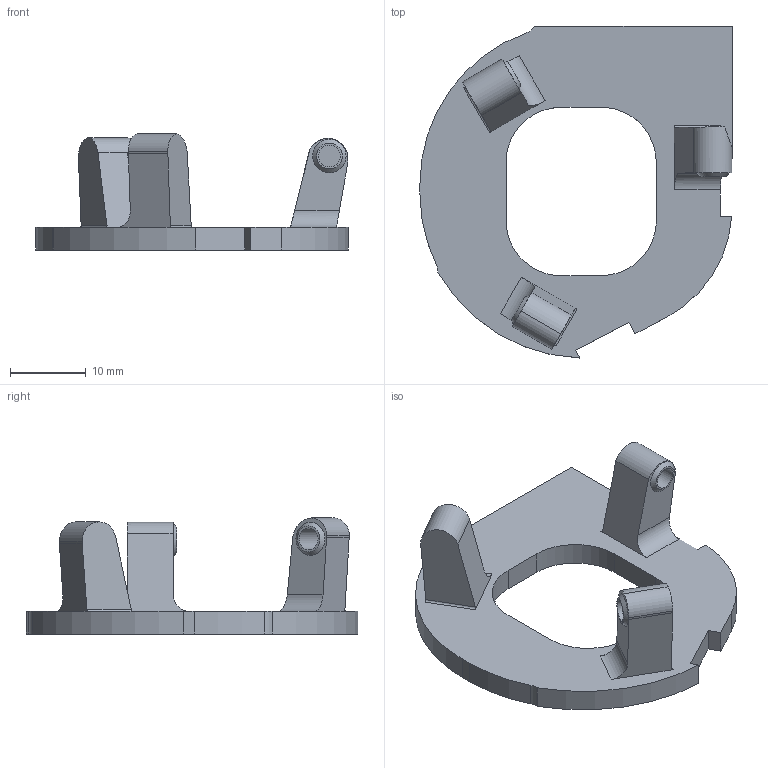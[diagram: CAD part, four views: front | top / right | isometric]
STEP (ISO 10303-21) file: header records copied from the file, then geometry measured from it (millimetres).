
FILE_DESCRIPTION(('HOOPS Exchange Step'),'2;1');
FILE_NAME('hpd-V2-TB-holder.stp','2025-02-21T17:32:56+03:00',('111'),('Unknown organisation'),'HOOPS Exchange 2024.2','HOOPS Exchange','Unknown authorisation');
FILE_SCHEMA( ('AP203_CONFIGURATION_CONTROLLED_3D_DESIGN_OF_MECHANICAL_PARTS_AND_ASSEMBLIES_MIM_LF') );
Length unit declared in the file: millimetre
Products named in the file (1): root
Bounding box: 41.32 x 43.95 x 15.37 mm (x, y, z)
Volume: 4268.9 mm3; surface area: 3830.8 mm2
Topology: 1 solids, 1 shells, 75 faces, 196 edges, 134 vertices
Faces by surface type: plane 40, cylinder 28, cone 6, offset 1
Full cylindrical faces by diameter (mm): 2.896 x3, 4.639 x1, 4.748 x1, 4.801 x1
Entity records: 2435 total; most frequent: CARTESIAN_POINT 483, DIRECTION 419, ORIENTED_EDGE 392, EDGE_CURVE 196, AXIS2_PLACEMENT_3D 153, VERTEX_POINT 134, VECTOR 113, LINE 112
